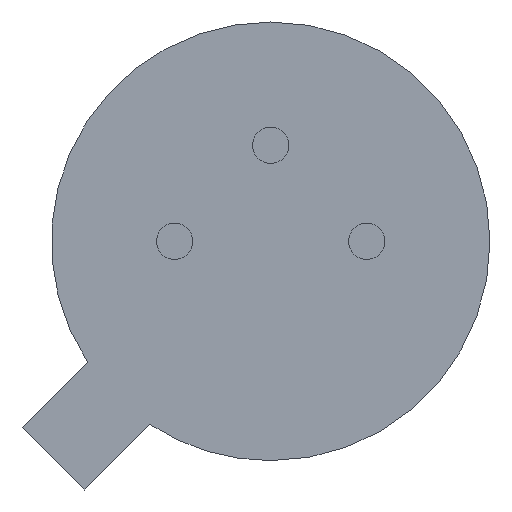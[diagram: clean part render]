
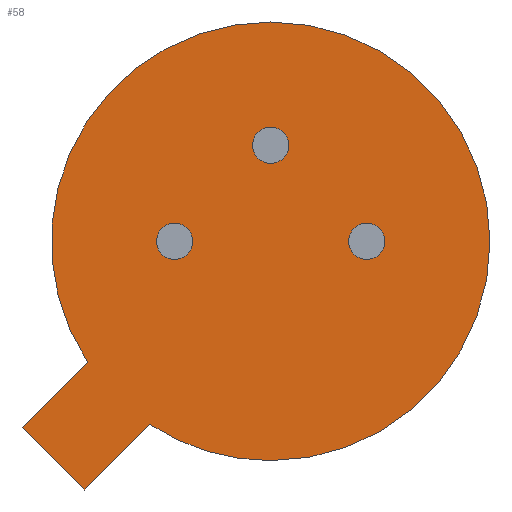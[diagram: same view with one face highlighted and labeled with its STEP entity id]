
A CAD part, front view. The second image highlights one B-rep face of the part: STEP entity #58.
In plain terms, the highlighted planar face has unit normal (0, -1, 0).
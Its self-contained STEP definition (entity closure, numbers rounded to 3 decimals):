
#3 = AXIS2_PLACEMENT_3D ( 'NONE', #1019, #1092, #553 ) ;
#9 = DIRECTION ( 'NONE',  ( 0., 1., 0. ) ) ;
#32 = DIRECTION ( 'NONE',  ( 0.707, 0., 0.707 ) ) ;
#58 = ADVANCED_FACE ( 'NONE', ( #840 ), #656, .T. ) ;
#92 = VERTEX_POINT ( 'NONE', #836 ) ;
#96 = DIRECTION ( 'NONE',  ( 0., 0., 1. ) ) ;
#115 = AXIS2_PLACEMENT_3D ( 'NONE', #415, #142, #595 ) ;
#142 = DIRECTION ( 'NONE',  ( 0., 1., 0. ) ) ;
#175 = EDGE_CURVE ( 'NONE', #92, #900, #1119, .T. ) ;
#192 = CARTESIAN_POINT ( 'NONE',  ( -3.288, 0., -2.468 ) ) ;
#224 = CARTESIAN_POINT ( 'NONE',  ( -2.419, 0., -1.599 ) ) ;
#231 = CIRCLE ( 'NONE', #115, 2.9 ) ;
#310 = AXIS2_PLACEMENT_3D ( 'NONE', #465, #9, #96 ) ;
#328 = CARTESIAN_POINT ( 'NONE',  ( 0., 0., -2.9 ) ) ;
#342 = VERTEX_POINT ( 'NONE', #602 ) ;
#366 = ORIENTED_EDGE ( 'NONE', *, *, #1159, .F. ) ;
#385 = DIRECTION ( 'NONE',  ( 0., 1., 0. ) ) ;
#400 = DIRECTION ( 'NONE',  ( -0.707, 0., -0.707 ) ) ;
#415 = CARTESIAN_POINT ( 'NONE',  ( 0., 0., 0. ) ) ;
#420 = ORIENTED_EDGE ( 'NONE', *, *, #615, .F. ) ;
#465 = CARTESIAN_POINT ( 'NONE',  ( 0., 0., 0. ) ) ;
#489 = VECTOR ( 'NONE', #32, 1000. ) ;
#506 = ORIENTED_EDGE ( 'NONE', *, *, #513, .F. ) ;
#513 = EDGE_CURVE ( 'NONE', #1042, #342, #923, .T. ) ;
#545 = EDGE_CURVE ( 'NONE', #1042, #1172, #810, .T. ) ;
#553 = DIRECTION ( 'NONE',  ( 0., 0., -1. ) ) ;
#586 = VERTEX_POINT ( 'NONE', #328 ) ;
#595 = DIRECTION ( 'NONE',  ( 0., 0., 1. ) ) ;
#602 = CARTESIAN_POINT ( 'NONE',  ( 0., 0., 2.9 ) ) ;
#615 = EDGE_CURVE ( 'NONE', #586, #900, #231, .T. ) ;
#640 = CARTESIAN_POINT ( 'NONE',  ( -1.599, 0., -2.419 ) ) ;
#656 = PLANE ( 'NONE',  #3 ) ;
#670 = EDGE_CURVE ( 'NONE', #1172, #92, #775, .T. ) ;
#681 = CARTESIAN_POINT ( 'NONE',  ( -3.288, 0., -2.468 ) ) ;
#708 = VECTOR ( 'NONE', #400, 1000. ) ;
#730 = ORIENTED_EDGE ( 'NONE', *, *, #670, .T. ) ;
#765 = EDGE_LOOP ( 'NONE', ( #506, #1056, #730, #792, #420, #366 ) ) ;
#775 = LINE ( 'NONE', #681, #967 ) ;
#792 = ORIENTED_EDGE ( 'NONE', *, *, #175, .T. ) ;
#810 = LINE ( 'NONE', #942, #708 ) ;
#836 = CARTESIAN_POINT ( 'NONE',  ( -2.468, 0., -3.288 ) ) ;
#840 = FACE_OUTER_BOUND ( 'NONE', #765, .T. ) ;
#900 = VERTEX_POINT ( 'NONE', #640 ) ;
#923 = CIRCLE ( 'NONE', #1023, 2.9 ) ;
#926 = CARTESIAN_POINT ( 'NONE',  ( 0., 0., 0. ) ) ;
#942 = CARTESIAN_POINT ( 'NONE',  ( -1.209, 0., -0.389 ) ) ;
#948 = CARTESIAN_POINT ( 'NONE',  ( -0.389, 0., -1.209 ) ) ;
#967 = VECTOR ( 'NONE', #1061, 1000. ) ;
#1015 = DIRECTION ( 'NONE',  ( 0., 0., 1. ) ) ;
#1019 = CARTESIAN_POINT ( 'NONE',  ( -2.9, 0., 0. ) ) ;
#1023 = AXIS2_PLACEMENT_3D ( 'NONE', #926, #385, #1015 ) ;
#1042 = VERTEX_POINT ( 'NONE', #224 ) ;
#1056 = ORIENTED_EDGE ( 'NONE', *, *, #545, .T. ) ;
#1061 = DIRECTION ( 'NONE',  ( 0.707, 0., -0.707 ) ) ;
#1092 = DIRECTION ( 'NONE',  ( 0., -1., 0. ) ) ;
#1119 = LINE ( 'NONE', #948, #489 ) ;
#1159 = EDGE_CURVE ( 'NONE', #342, #586, #1165, .T. ) ;
#1165 = CIRCLE ( 'NONE', #310, 2.9 ) ;
#1172 = VERTEX_POINT ( 'NONE', #192 ) ;
